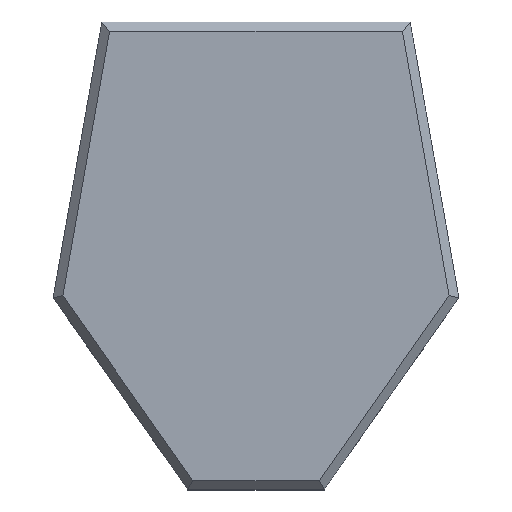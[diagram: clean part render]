
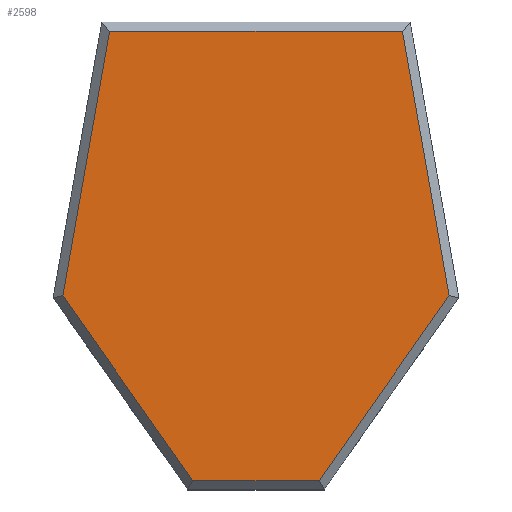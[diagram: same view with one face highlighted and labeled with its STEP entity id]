
A CAD part, top view. The second image highlights one B-rep face of the part: STEP entity #2598.
In plain terms, the highlighted planar face has unit normal (0, 0, 1).
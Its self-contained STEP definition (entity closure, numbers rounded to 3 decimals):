
#28=FACE_OUTER_BOUND('',#179,.T.);
#179=EDGE_LOOP('',(#1766,#1767,#1768,#1769,#1770,#1771));
#321=LINE('',#3582,#698);
#325=LINE('',#3590,#702);
#328=LINE('',#3596,#705);
#331=LINE('',#3602,#708);
#335=LINE('',#3610,#712);
#338=LINE('',#3614,#715);
#698=VECTOR('',#2905,10.);
#702=VECTOR('',#2911,10.);
#705=VECTOR('',#2916,10.);
#708=VECTOR('',#2921,10.);
#712=VECTOR('',#2927,10.);
#715=VECTOR('',#2932,10.);
#1075=VERTEX_POINT('',#3580);
#1076=VERTEX_POINT('',#3581);
#1079=VERTEX_POINT('',#3589);
#1081=VERTEX_POINT('',#3595);
#1083=VERTEX_POINT('',#3601);
#1086=VERTEX_POINT('',#3609);
#1309=EDGE_CURVE('',#1075,#1076,#321,.T.);
#1313=EDGE_CURVE('',#1076,#1079,#325,.T.);
#1316=EDGE_CURVE('',#1079,#1081,#328,.T.);
#1319=EDGE_CURVE('',#1081,#1083,#331,.T.);
#1323=EDGE_CURVE('',#1083,#1086,#335,.T.);
#1326=EDGE_CURVE('',#1086,#1075,#338,.T.);
#1766=ORIENTED_EDGE('',*,*,#1309,.F.);
#1767=ORIENTED_EDGE('',*,*,#1326,.F.);
#1768=ORIENTED_EDGE('',*,*,#1323,.F.);
#1769=ORIENTED_EDGE('',*,*,#1319,.F.);
#1770=ORIENTED_EDGE('',*,*,#1316,.F.);
#1771=ORIENTED_EDGE('',*,*,#1313,.F.);
#2449=PLANE('',#2761);
#2598=ADVANCED_FACE('',(#28),#2449,.T.);
#2761=AXIS2_PLACEMENT_3D('',#3717,#2990,#2991);
#2905=DIRECTION('',(0.174,-0.985,0.));
#2911=DIRECTION('',(-0.574,-0.819,0.));
#2916=DIRECTION('',(-1.,0.,0.));
#2921=DIRECTION('',(-0.574,0.819,0.));
#2927=DIRECTION('',(0.174,0.985,0.));
#2932=DIRECTION('',(1.,0.,0.));
#2990=DIRECTION('center_axis',(0.,0.,1.));
#2991=DIRECTION('ref_axis',(1.,0.,0.));
#3580=CARTESIAN_POINT('',(17.02,-29.198,16.6));
#3581=CARTESIAN_POINT('',(24.576,-72.051,16.6));
#3582=CARTESIAN_POINT('',(23.608,-66.561,16.6));
#3589=CARTESIAN_POINT('',(3.547,-102.034,16.6));
#3590=CARTESIAN_POINT('',(10.191,-92.562,16.6));
#3595=CARTESIAN_POINT('',(-16.99,-102.034,16.6));
#3596=CARTESIAN_POINT('',(-12.246,-102.034,16.6));
#3601=CARTESIAN_POINT('',(-38.019,-72.051,16.6));
#3602=CARTESIAN_POINT('',(-34.551,-76.997,16.6));
#3609=CARTESIAN_POINT('',(-30.463,-29.198,16.6));
#3610=CARTESIAN_POINT('',(-33.11,-44.208,16.6));
#3614=CARTESIAN_POINT('',(5.778,-29.198,16.6));
#3717=CARTESIAN_POINT('Origin',(-6.722,-65.616,16.6));
